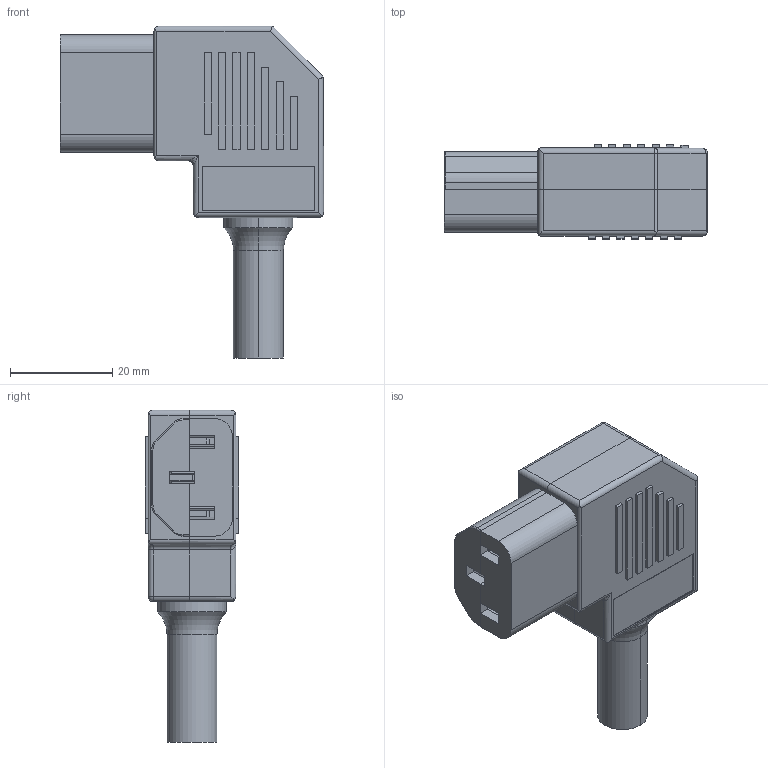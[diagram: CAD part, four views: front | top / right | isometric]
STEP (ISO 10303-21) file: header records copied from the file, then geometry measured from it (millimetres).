
FILE_DESCRIPTION (( 'STEP AP214' ), '1' );
FILE_NAME ('ACM-C3-ITAD-LC_3D.step', '2023-10-17T07:18:43', ( '' ), ( '' ), 'SwSTEP 2.0', 'SolidWorks 2022', '' );
FILE_SCHEMA (( 'AUTOMOTIVE_DESIGN' ));
Length unit declared in the file: millimetre
Products named in the file (1): ACM-C3-ITAD-LC_3D
Bounding box: 51.5 x 18.4 x 65 mm (x, y, z)
Volume: 15019.5 mm3; surface area: 19410.2 mm2
Topology: 13 solids, 13 shells, 1132 faces, 3086 edges, 2020 vertices
Faces by surface type: plane 742, cylinder 271, bspline 56, cone 29, torus 24, sphere 10
Entity records: 46888 total; most frequent: CARTESIAN_POINT 18601, ORIENTED_EDGE 6164, DIRECTION 5327, EDGE_CURVE 3082, VECTOR 2191, LINE 2191, VERTEX_POINT 2020, AXIS2_PLACEMENT_3D 1568
